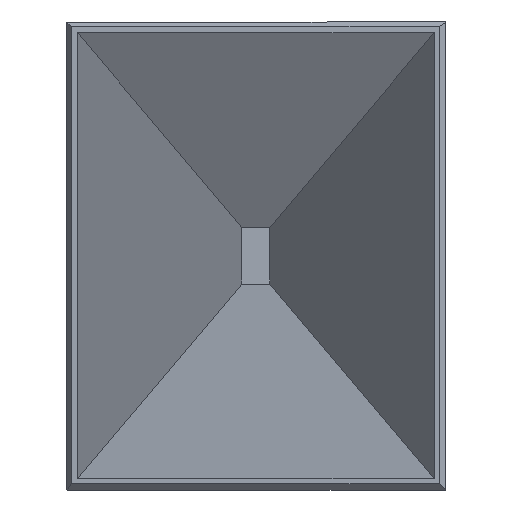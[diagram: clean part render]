
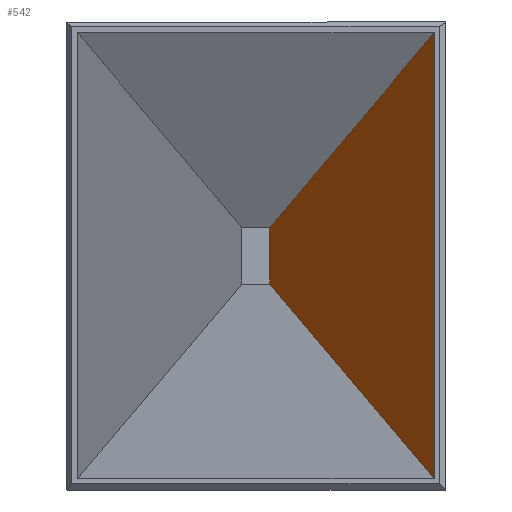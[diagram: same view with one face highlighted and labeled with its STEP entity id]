
A CAD part, left-side view. The second image highlights one B-rep face of the part: STEP entity #542.
In plain terms, the highlighted planar face has unit normal (-0.203, 0.979, 0).
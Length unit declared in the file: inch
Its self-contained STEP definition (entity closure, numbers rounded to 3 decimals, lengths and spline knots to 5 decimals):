
#542 = ADVANCED_FACE ( 'NONE', ( #6144 ), #22489, .T. ) ;
#1064 = CARTESIAN_POINT ( 'NONE',  ( -0.00492, 0.02377, 0. ) ) ;
#1253 = LINE ( 'NONE', #14149, #3489 ) ;
#2700 = CARTESIAN_POINT ( 'NONE',  ( -0.39, -0.056, 0. ) ) ;
#2960 = CARTESIAN_POINT ( 'NONE',  ( -3.54, -0.7085, -0.8865 ) ) ;
#3489 = VECTOR ( 'NONE', #26881, 39.37008 ) ;
#3918 = VECTOR ( 'NONE', #29349, 39.37008 ) ;
#4627 = EDGE_CURVE ( 'NONE', #24017, #5442, #1253, .T. ) ;
#4725 = ORIENTED_EDGE ( 'NONE', *, *, #22689, .T. ) ;
#5355 = LINE ( 'NONE', #25963, #9468 ) ;
#5442 = VERTEX_POINT ( 'NONE', #2960 ) ;
#6144 = FACE_OUTER_BOUND ( 'NONE', #8038, .T. ) ;
#6220 = DIRECTION ( 'NONE',  ( 0.952, 0.197, 0.234 ) ) ;
#8038 = EDGE_LOOP ( 'NONE', ( #28466, #21683, #4725, #24702 ) ) ;
#8146 = VERTEX_POINT ( 'NONE', #12292 ) ;
#8597 = CARTESIAN_POINT ( 'NONE',  ( -3.54, -0.7085, -0.8865 ) ) ;
#8778 = LINE ( 'NONE', #2700, #3918 ) ;
#9468 = VECTOR ( 'NONE', #11538, 39.37008 ) ;
#11538 = DIRECTION ( 'NONE',  ( 0.952, 0.197, -0.234 ) ) ;
#12292 = CARTESIAN_POINT ( 'NONE',  ( -0.39, -0.056, -0.112 ) ) ;
#14149 = CARTESIAN_POINT ( 'NONE',  ( -3.54, -0.7085, 0.8865 ) ) ;
#17215 = VERTEX_POINT ( 'NONE', #27324 ) ;
#17312 = VECTOR ( 'NONE', #6220, 39.37008 ) ;
#17481 = DIRECTION ( 'NONE',  ( -0.979, -0.203, 0. ) ) ;
#21683 = ORIENTED_EDGE ( 'NONE', *, *, #4627, .F. ) ;
#22489 = PLANE ( 'NONE',  #28904 ) ;
#22689 = EDGE_CURVE ( 'NONE', #24017, #17215, #5355, .T. ) ;
#24017 = VERTEX_POINT ( 'NONE', #28209 ) ;
#24048 = LINE ( 'NONE', #8597, #17312 ) ;
#24702 = ORIENTED_EDGE ( 'NONE', *, *, #30580, .F. ) ;
#25963 = CARTESIAN_POINT ( 'NONE',  ( -3.54, -0.7085, 0.8865 ) ) ;
#26881 = DIRECTION ( 'NONE',  ( 0., 0., -1. ) ) ;
#27324 = CARTESIAN_POINT ( 'NONE',  ( -0.39, -0.056, 0.112 ) ) ;
#28108 = EDGE_CURVE ( 'NONE', #5442, #8146, #24048, .T. ) ;
#28209 = CARTESIAN_POINT ( 'NONE',  ( -3.54, -0.7085, 0.8865 ) ) ;
#28466 = ORIENTED_EDGE ( 'NONE', *, *, #28108, .F. ) ;
#28904 = AXIS2_PLACEMENT_3D ( 'NONE', #1064, #29695, #17481 ) ;
#29349 = DIRECTION ( 'NONE',  ( 0., 0., 1. ) ) ;
#29695 = DIRECTION ( 'NONE',  ( -0.203, 0.979, 0. ) ) ;
#30580 = EDGE_CURVE ( 'NONE', #8146, #17215, #8778, .T. ) ;
